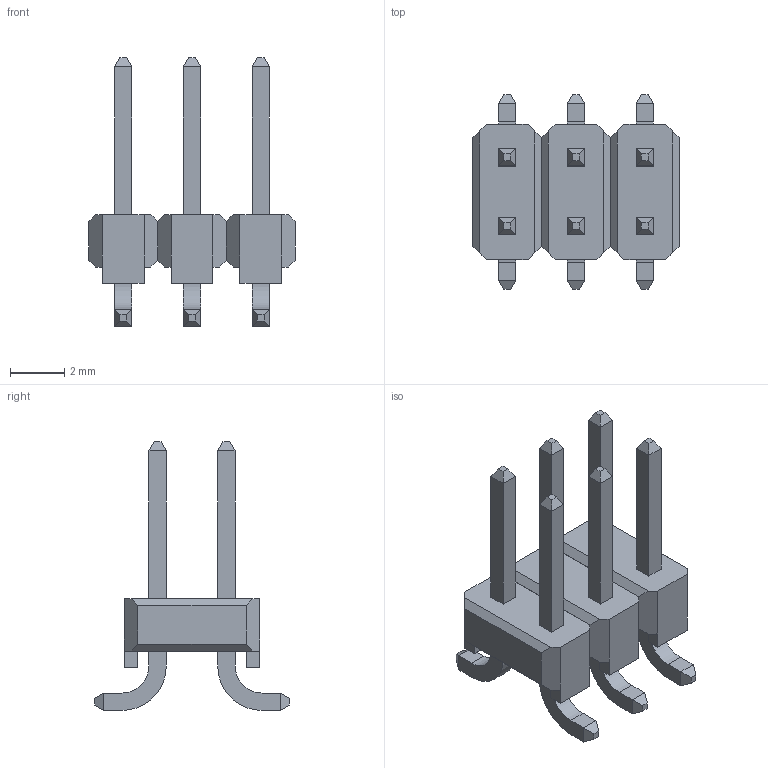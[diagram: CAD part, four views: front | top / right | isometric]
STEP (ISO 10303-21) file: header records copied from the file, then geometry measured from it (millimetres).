
FILE_DESCRIPTION((''),'2;1');
FILE_NAME('HARWIN_M20-8760342.stp','2013-12-10T10:28:03',(''),(''),'Mechanical Desktop 2011','Mechanical Desktop 2011',', , ');
FILE_SCHEMA(('AUTOMOTIVE_DESIGN { 1 2 10303 214 1 1 1 1 }'));
Length unit declared in the file: millimetre
Products named in the file (1): Product
Bounding box: 7.62 x 7.2 x 9.93 mm (x, y, z)
Volume: 94.5 mm3; surface area: 297.7 mm2
Topology: 14 solids, 14 shells, 208 faces, 476 edges, 296 vertices
Faces by surface type: plane 160, bspline 36, cylinder 12
Entity records: 5718 total; most frequent: CARTESIAN_POINT 1089, ORIENTED_EDGE 952, DIRECTION 846, EDGE_CURVE 476, VECTOR 452, LINE 452, VERTEX_POINT 296, EDGE_LOOP 208
